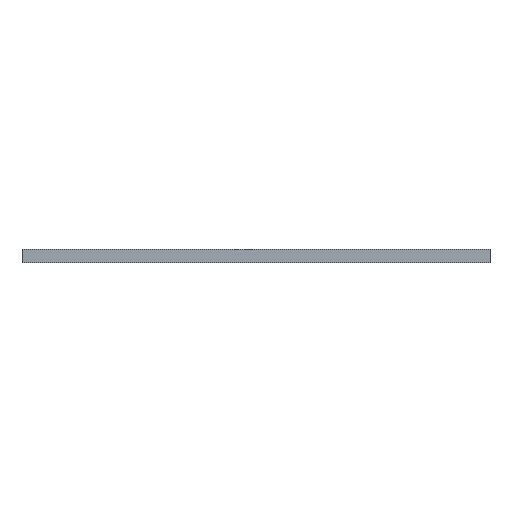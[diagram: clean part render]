
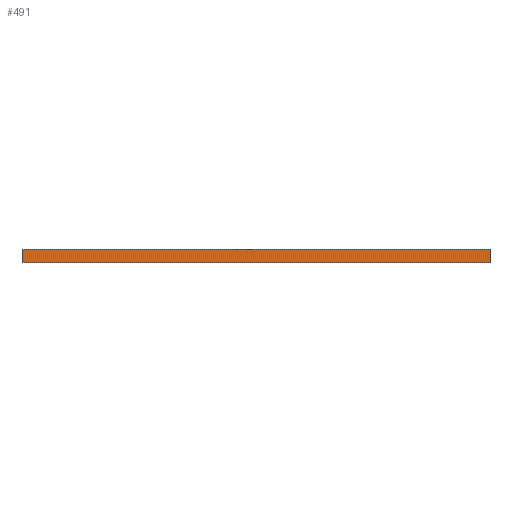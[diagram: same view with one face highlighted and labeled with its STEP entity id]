
A CAD part, left-side view. The second image highlights one B-rep face of the part: STEP entity #491.
In plain terms, the highlighted planar face has unit normal (-1, 0, 0).
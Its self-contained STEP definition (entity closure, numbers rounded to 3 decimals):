
#59 = CARTESIAN_POINT ( 'NONE',  ( 0., 134., 0. ) ) ;
#89 = LINE ( 'NONE', #295, #101 ) ;
#101 = VECTOR ( 'NONE', #1752, 1000. ) ;
#120 = DIRECTION ( 'NONE',  ( 0., -1., 0. ) ) ;
#131 = CARTESIAN_POINT ( 'NONE',  ( 0., 134., 4. ) ) ;
#208 = EDGE_CURVE ( 'NONE', #789, #699, #737, .T. ) ;
#260 = DIRECTION ( 'NONE',  ( 0., 0., -1. ) ) ;
#295 = CARTESIAN_POINT ( 'NONE',  ( 0., 0., 0. ) ) ;
#308 = VERTEX_POINT ( 'NONE', #59 ) ;
#455 = ORIENTED_EDGE ( 'NONE', *, *, #1617, .F. ) ;
#473 = CARTESIAN_POINT ( 'NONE',  ( 0., 0., 0. ) ) ;
#491 = ADVANCED_FACE ( 'NONE', ( #1659 ), #1054, .T. ) ;
#699 = VERTEX_POINT ( 'NONE', #1225 ) ;
#737 = LINE ( 'NONE', #1323, #2245 ) ;
#789 = VERTEX_POINT ( 'NONE', #1736 ) ;
#890 = AXIS2_PLACEMENT_3D ( 'NONE', #1823, #1810, #120 ) ;
#1054 = PLANE ( 'NONE',  #890 ) ;
#1128 = DIRECTION ( 'NONE',  ( 0., 1., 0. ) ) ;
#1161 = VECTOR ( 'NONE', #260, 1000. ) ;
#1167 = ORIENTED_EDGE ( 'NONE', *, *, #1236, .F. ) ;
#1225 = CARTESIAN_POINT ( 'NONE',  ( 0., 134., 4. ) ) ;
#1236 = EDGE_CURVE ( 'NONE', #789, #1273, #1248, .T. ) ;
#1248 = LINE ( 'NONE', #1785, #1161 ) ;
#1273 = VERTEX_POINT ( 'NONE', #473 ) ;
#1323 = CARTESIAN_POINT ( 'NONE',  ( 0., 0., 4. ) ) ;
#1440 = EDGE_CURVE ( 'NONE', #699, #308, #2021, .T. ) ;
#1451 = DIRECTION ( 'NONE',  ( 0., 0., -1. ) ) ;
#1494 = EDGE_LOOP ( 'NONE', ( #455, #1167, #1938, #2382 ) ) ;
#1617 = EDGE_CURVE ( 'NONE', #1273, #308, #89, .T. ) ;
#1659 = FACE_OUTER_BOUND ( 'NONE', #1494, .T. ) ;
#1736 = CARTESIAN_POINT ( 'NONE',  ( 0., 0., 4. ) ) ;
#1752 = DIRECTION ( 'NONE',  ( 0., 1., 0. ) ) ;
#1785 = CARTESIAN_POINT ( 'NONE',  ( 0., 0., 4. ) ) ;
#1810 = DIRECTION ( 'NONE',  ( -1., 0., 0. ) ) ;
#1823 = CARTESIAN_POINT ( 'NONE',  ( 0., 0., 4. ) ) ;
#1938 = ORIENTED_EDGE ( 'NONE', *, *, #208, .T. ) ;
#2021 = LINE ( 'NONE', #131, #2401 ) ;
#2245 = VECTOR ( 'NONE', #1128, 1000. ) ;
#2382 = ORIENTED_EDGE ( 'NONE', *, *, #1440, .T. ) ;
#2401 = VECTOR ( 'NONE', #1451, 1000. ) ;
